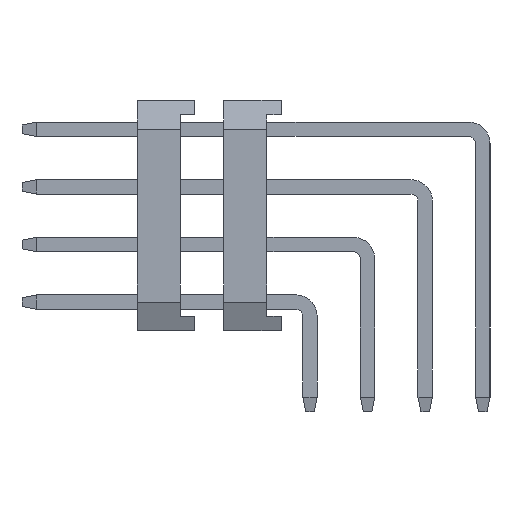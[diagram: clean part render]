
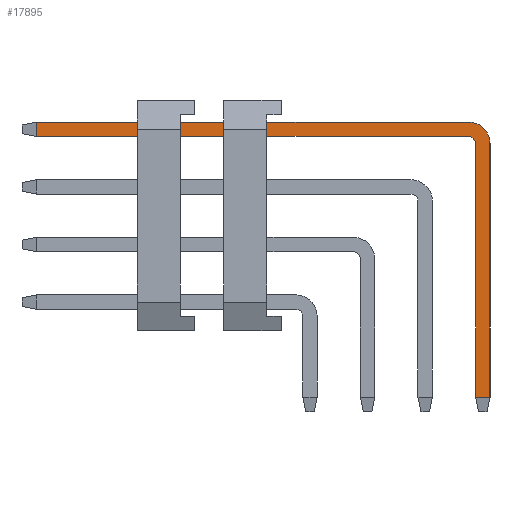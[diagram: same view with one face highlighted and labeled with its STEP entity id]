
A CAD part, left-side view. The second image highlights one B-rep face of the part: STEP entity #17895.
In plain terms, the highlighted planar face has unit normal (-1, 0, 0).
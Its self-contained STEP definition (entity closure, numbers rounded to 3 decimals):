
#17649=CARTESIAN_POINT('',(19.75,8.5,2.75));
#17650=VERTEX_POINT('',#17649);
#17673=CARTESIAN_POINT('',(19.75,8.5,3.25));
#17674=VERTEX_POINT('',#17673);
#17675=CARTESIAN_POINT('',(19.75,8.5,2.75));
#17676=DIRECTION('',(0.,0.,1.));
#17677=VECTOR('',#17676,0.5);
#17678=LINE('',#17675,#17677);
#17679=EDGE_CURVE('',#17650,#17674,#17678,.T.);
#17720=CARTESIAN_POINT('',(19.75,-6.5,3.25));
#17721=VERTEX_POINT('',#17720);
#17722=CARTESIAN_POINT('',(19.75,8.5,3.25));
#17723=DIRECTION('',(0.,-1.,0.));
#17724=VECTOR('',#17723,15.);
#17725=LINE('',#17722,#17724);
#17726=EDGE_CURVE('',#17674,#17721,#17725,.T.);
#17827=CARTESIAN_POINT('',(19.75,-6.5,2.75));
#17828=VERTEX_POINT('',#17827);
#17835=CARTESIAN_POINT('',(19.75,-6.5,2.75));
#17836=DIRECTION('',(0.,1.,0.));
#17837=VECTOR('',#17836,15.);
#17838=LINE('',#17835,#17837);
#17839=EDGE_CURVE('',#17828,#17650,#17838,.T.);
#17845=CARTESIAN_POINT('',(19.75,9.,3.25));
#17846=DIRECTION('',(0.,0.,-1.));
#17847=DIRECTION('',(-1.,-0.,-0.));
#17848=AXIS2_PLACEMENT_3D('',#17845,#17847,#17846);
#17849=PLANE('',#17848);
#17850=ORIENTED_EDGE('',*,*,#17839,.F.);
#17851=CARTESIAN_POINT('',(19.75,-6.75,2.5));
#17852=VERTEX_POINT('',#17851);
#17853=CARTESIAN_POINT('',(19.75,-6.5,2.5));
#17854=DIRECTION('',(0.,0.,1.));
#17855=DIRECTION('',(1.,0.,0.));
#17856=AXIS2_PLACEMENT_3D('',#17853,#17855,#17854);
#17857=CIRCLE('',#17856,0.25);
#17858=EDGE_CURVE('',#17828,#17852,#17857,.T.);
#17859=ORIENTED_EDGE('',*,*,#17858,.T.);
#17860=CARTESIAN_POINT('',(19.75,-6.75,-6.3));
#17861=VERTEX_POINT('',#17860);
#17862=CARTESIAN_POINT('',(19.75,-6.75,2.5));
#17863=DIRECTION('',(0.,0.,-1.));
#17864=VECTOR('',#17863,8.8);
#17865=LINE('',#17862,#17864);
#17866=EDGE_CURVE('',#17852,#17861,#17865,.T.);
#17867=ORIENTED_EDGE('',*,*,#17866,.T.);
#17868=CARTESIAN_POINT('',(19.75,-7.25,-6.3));
#17869=VERTEX_POINT('',#17868);
#17870=CARTESIAN_POINT('',(19.75,-6.75,-6.3));
#17871=DIRECTION('',(0.,-1.,0.));
#17872=VECTOR('',#17871,0.5);
#17873=LINE('',#17870,#17872);
#17874=EDGE_CURVE('',#17861,#17869,#17873,.T.);
#17875=ORIENTED_EDGE('',*,*,#17874,.T.);
#17876=CARTESIAN_POINT('',(19.75,-7.25,2.5));
#17877=VERTEX_POINT('',#17876);
#17878=CARTESIAN_POINT('',(19.75,-7.25,-6.3));
#17879=DIRECTION('',(0.,0.,1.));
#17880=VECTOR('',#17879,8.8);
#17881=LINE('',#17878,#17880);
#17882=EDGE_CURVE('',#17869,#17877,#17881,.T.);
#17883=ORIENTED_EDGE('',*,*,#17882,.T.);
#17884=CARTESIAN_POINT('',(19.75,-6.5,2.5));
#17885=DIRECTION('',(0.,-1.,0.));
#17886=DIRECTION('',(-1.,0.,0.));
#17887=AXIS2_PLACEMENT_3D('',#17884,#17886,#17885);
#17888=CIRCLE('',#17887,0.75);
#17889=EDGE_CURVE('',#17877,#17721,#17888,.T.);
#17890=ORIENTED_EDGE('',*,*,#17889,.T.);
#17891=ORIENTED_EDGE('',*,*,#17726,.F.);
#17892=ORIENTED_EDGE('',*,*,#17679,.F.);
#17893=EDGE_LOOP('',(#17850,#17859,#17867,#17875,#17883,#17890,#17891,#17892));
#17894=FACE_OUTER_BOUND('',#17893,.T.);
#17895=ADVANCED_FACE('',(#17894),#17849,.T.);
